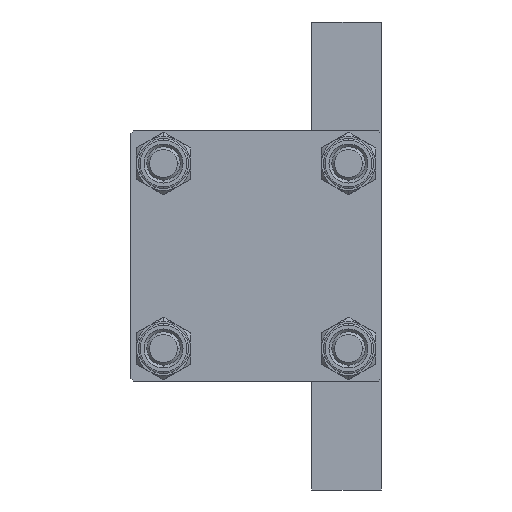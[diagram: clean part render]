
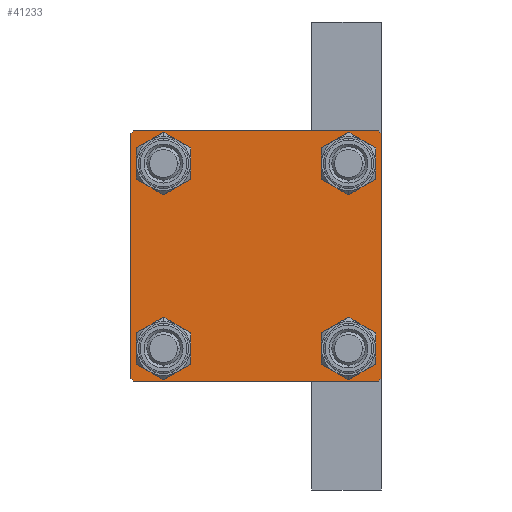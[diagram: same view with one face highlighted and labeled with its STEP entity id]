
A CAD part, left-side view. The second image highlights one B-rep face of the part: STEP entity #41233.
In plain terms, the highlighted planar face has unit normal (-1, 0, 0).
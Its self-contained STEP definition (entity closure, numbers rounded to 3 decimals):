
#6 = DIRECTION ( 'NONE',  ( 1., 0., 0. ) ) ;
#96 = CIRCLE ( 'NONE', #45978, 3.5 ) ;
#443 = EDGE_CURVE ( 'NONE', #43087, #28790, #16310, .T. ) ;
#760 = AXIS2_PLACEMENT_3D ( 'NONE', #17223, #32087, #47673 ) ;
#850 = VERTEX_POINT ( 'NONE', #32878 ) ;
#885 = LINE ( 'NONE', #23511, #35977 ) ;
#932 = VECTOR ( 'NONE', #35945, 1000. ) ;
#1118 = DIRECTION ( 'NONE',  ( 1., 0., 0. ) ) ;
#2029 = CARTESIAN_POINT ( 'NONE',  ( 0., 16.6, 20.1 ) ) ;
#2266 = CARTESIAN_POINT ( 'NONE',  ( 0., 16.6, -13.1 ) ) ;
#2768 = EDGE_CURVE ( 'NONE', #2837, #3343, #96, .T. ) ;
#2837 = VERTEX_POINT ( 'NONE', #33141 ) ;
#3179 = CARTESIAN_POINT ( 'NONE',  ( 0., -16.6, -16.6 ) ) ;
#3343 = VERTEX_POINT ( 'NONE', #5953 ) ;
#3520 = VERTEX_POINT ( 'NONE', #26818 ) ;
#3597 = CARTESIAN_POINT ( 'NONE',  ( 0., -16.6, -16.6 ) ) ;
#4005 = AXIS2_PLACEMENT_3D ( 'NONE', #46465, #39154, #16034 ) ;
#4079 = VERTEX_POINT ( 'NONE', #25146 ) ;
#4594 = LINE ( 'NONE', #30419, #8528 ) ;
#4638 = VERTEX_POINT ( 'NONE', #5084 ) ;
#4745 = VECTOR ( 'NONE', #7003, 1000. ) ;
#4781 = ORIENTED_EDGE ( 'NONE', *, *, #9945, .T. ) ;
#4834 = VERTEX_POINT ( 'NONE', #2029 ) ;
#5084 = CARTESIAN_POINT ( 'NONE',  ( 0., -22., 22.5 ) ) ;
#5680 = DIRECTION ( 'NONE',  ( 0., 0., 1. ) ) ;
#5698 = ORIENTED_EDGE ( 'NONE', *, *, #9996, .T. ) ;
#5757 = ORIENTED_EDGE ( 'NONE', *, *, #48105, .T. ) ;
#5953 = CARTESIAN_POINT ( 'NONE',  ( 0., -16.6, 13.1 ) ) ;
#6179 = VECTOR ( 'NONE', #38348, 1000. ) ;
#6236 = ORIENTED_EDGE ( 'NONE', *, *, #37574, .T. ) ;
#6333 = DIRECTION ( 'NONE',  ( 1., 0., 0. ) ) ;
#6714 = CIRCLE ( 'NONE', #23795, 3.5 ) ;
#7003 = DIRECTION ( 'NONE',  ( 0., -0.707, 0.707 ) ) ;
#7302 = CARTESIAN_POINT ( 'NONE',  ( 0., -22.5, 22.5 ) ) ;
#7785 = EDGE_LOOP ( 'NONE', ( #43096, #33272, #8140, #45731, #21351, #9877, #34465, #16951 ) ) ;
#7865 = DIRECTION ( 'NONE',  ( 0., 0., 1. ) ) ;
#8140 = ORIENTED_EDGE ( 'NONE', *, *, #25244, .T. ) ;
#8528 = VECTOR ( 'NONE', #36997, 1000. ) ;
#8609 = VECTOR ( 'NONE', #18578, 1000. ) ;
#8867 = LINE ( 'NONE', #30358, #6179 ) ;
#9877 = ORIENTED_EDGE ( 'NONE', *, *, #48073, .T. ) ;
#9945 = EDGE_CURVE ( 'NONE', #3343, #2837, #6714, .T. ) ;
#9996 = EDGE_CURVE ( 'NONE', #28790, #43087, #12912, .T. ) ;
#10178 = ORIENTED_EDGE ( 'NONE', *, *, #2768, .T. ) ;
#10332 = DIRECTION ( 'NONE',  ( 0., 0., -1. ) ) ;
#10351 = LINE ( 'NONE', #21569, #932 ) ;
#11177 = LINE ( 'NONE', #7302, #33381 ) ;
#11453 = EDGE_LOOP ( 'NONE', ( #5698, #13091 ) ) ;
#11593 = CARTESIAN_POINT ( 'NONE',  ( 0., -22.25, -22.25 ) ) ;
#11863 = ORIENTED_EDGE ( 'NONE', *, *, #21846, .T. ) ;
#12912 = CIRCLE ( 'NONE', #46371, 3.5 ) ;
#12984 = PLANE ( 'NONE',  #21100 ) ;
#13091 = ORIENTED_EDGE ( 'NONE', *, *, #443, .T. ) ;
#13579 = ORIENTED_EDGE ( 'NONE', *, *, #40664, .T. ) ;
#13718 = DIRECTION ( 'NONE',  ( -1., 0., 0. ) ) ;
#13997 = LINE ( 'NONE', #29351, #28466 ) ;
#14791 = CARTESIAN_POINT ( 'NONE',  ( 0., -16.6, 16.6 ) ) ;
#15265 = CARTESIAN_POINT ( 'NONE',  ( 0., -16.6, -20.1 ) ) ;
#16034 = DIRECTION ( 'NONE',  ( 0., 0., 1. ) ) ;
#16310 = CIRCLE ( 'NONE', #21798, 3.5 ) ;
#16951 = ORIENTED_EDGE ( 'NONE', *, *, #24413, .T. ) ;
#16978 = CIRCLE ( 'NONE', #760, 3.5 ) ;
#17223 = CARTESIAN_POINT ( 'NONE',  ( 0., 16.6, -16.6 ) ) ;
#18578 = DIRECTION ( 'NONE',  ( 0., -1., 0. ) ) ;
#18623 = CARTESIAN_POINT ( 'NONE',  ( 0., 22., 22.5 ) ) ;
#19778 = EDGE_LOOP ( 'NONE', ( #11863, #6236 ) ) ;
#19818 = CARTESIAN_POINT ( 'NONE',  ( 0., -22.5, -22. ) ) ;
#19890 = CARTESIAN_POINT ( 'NONE',  ( 0., -22.5, 22. ) ) ;
#20196 = CIRCLE ( 'NONE', #47423, 3.5 ) ;
#21100 = AXIS2_PLACEMENT_3D ( 'NONE', #39042, #13718, #5680 ) ;
#21351 = ORIENTED_EDGE ( 'NONE', *, *, #23603, .F. ) ;
#21569 = CARTESIAN_POINT ( 'NONE',  ( 0., 22.25, -22.25 ) ) ;
#21798 = AXIS2_PLACEMENT_3D ( 'NONE', #3179, #6333, #43115 ) ;
#21846 = EDGE_CURVE ( 'NONE', #26864, #850, #16978, .T. ) ;
#23511 = CARTESIAN_POINT ( 'NONE',  ( 0., -22.25, 22.25 ) ) ;
#23603 = EDGE_CURVE ( 'NONE', #44247, #30773, #11177, .T. ) ;
#23795 = AXIS2_PLACEMENT_3D ( 'NONE', #14791, #44270, #25755 ) ;
#24413 = EDGE_CURVE ( 'NONE', #32068, #37064, #8867, .T. ) ;
#25146 = CARTESIAN_POINT ( 'NONE',  ( 0., 22., -22.5 ) ) ;
#25244 = EDGE_CURVE ( 'NONE', #4079, #33876, #4594, .T. ) ;
#25755 = DIRECTION ( 'NONE',  ( 0., 0., 1. ) ) ;
#26818 = CARTESIAN_POINT ( 'NONE',  ( 0., 16.6, 13.1 ) ) ;
#26864 = VERTEX_POINT ( 'NONE', #2266 ) ;
#26869 = VERTEX_POINT ( 'NONE', #35625 ) ;
#27345 = EDGE_LOOP ( 'NONE', ( #10178, #4781 ) ) ;
#28466 = VECTOR ( 'NONE', #10332, 1000. ) ;
#28790 = VERTEX_POINT ( 'NONE', #38674 ) ;
#28911 = CIRCLE ( 'NONE', #4005, 3.5 ) ;
#29351 = CARTESIAN_POINT ( 'NONE',  ( 0., 22.5, 22.5 ) ) ;
#29804 = CARTESIAN_POINT ( 'NONE',  ( 0., 16.6, -16.6 ) ) ;
#30358 = CARTESIAN_POINT ( 'NONE',  ( 0., 22.25, 22.25 ) ) ;
#30419 = CARTESIAN_POINT ( 'NONE',  ( 0., 22.5, -22.5 ) ) ;
#30773 = VERTEX_POINT ( 'NONE', #19818 ) ;
#32068 = VERTEX_POINT ( 'NONE', #18623 ) ;
#32087 = DIRECTION ( 'NONE',  ( 1., 0., 0. ) ) ;
#32134 = EDGE_CURVE ( 'NONE', #37064, #26869, #13997, .T. ) ;
#32138 = EDGE_LOOP ( 'NONE', ( #5757, #13579 ) ) ;
#32477 = FACE_BOUND ( 'NONE', #19778, .T. ) ;
#32878 = CARTESIAN_POINT ( 'NONE',  ( 0., 16.6, -20.1 ) ) ;
#32902 = DIRECTION ( 'NONE',  ( 0., 0., 1. ) ) ;
#33141 = CARTESIAN_POINT ( 'NONE',  ( 0., -16.6, 20.1 ) ) ;
#33200 = LINE ( 'NONE', #48048, #8609 ) ;
#33272 = ORIENTED_EDGE ( 'NONE', *, *, #46016, .T. ) ;
#33381 = VECTOR ( 'NONE', #37497, 1000. ) ;
#33554 = DIRECTION ( 'NONE',  ( 1., 0., 0. ) ) ;
#33740 = CARTESIAN_POINT ( 'NONE',  ( 0., -22., -22.5 ) ) ;
#33876 = VERTEX_POINT ( 'NONE', #33740 ) ;
#34465 = ORIENTED_EDGE ( 'NONE', *, *, #43456, .F. ) ;
#35157 = FACE_BOUND ( 'NONE', #32138, .T. ) ;
#35233 = CIRCLE ( 'NONE', #46125, 3.5 ) ;
#35625 = CARTESIAN_POINT ( 'NONE',  ( 0., 22.5, -22. ) ) ;
#35945 = DIRECTION ( 'NONE',  ( 0., -0.707, -0.707 ) ) ;
#35977 = VECTOR ( 'NONE', #41559, 1000. ) ;
#36997 = DIRECTION ( 'NONE',  ( 0., -1., 0. ) ) ;
#37064 = VERTEX_POINT ( 'NONE', #41828 ) ;
#37497 = DIRECTION ( 'NONE',  ( 0., 0., -1. ) ) ;
#37574 = EDGE_CURVE ( 'NONE', #850, #26864, #20196, .T. ) ;
#38348 = DIRECTION ( 'NONE',  ( 0., 0.707, -0.707 ) ) ;
#38674 = CARTESIAN_POINT ( 'NONE',  ( 0., -16.6, -13.1 ) ) ;
#39042 = CARTESIAN_POINT ( 'NONE',  ( 0., 0., 0. ) ) ;
#39154 = DIRECTION ( 'NONE',  ( 1., 0., 0. ) ) ;
#39529 = FACE_BOUND ( 'NONE', #27345, .T. ) ;
#39883 = DIRECTION ( 'NONE',  ( 0., 0., 1. ) ) ;
#39977 = EDGE_CURVE ( 'NONE', #33876, #30773, #44739, .T. ) ;
#40444 = CARTESIAN_POINT ( 'NONE',  ( 0., -16.6, 16.6 ) ) ;
#40664 = EDGE_CURVE ( 'NONE', #3520, #4834, #28911, .T. ) ;
#41233 = ADVANCED_FACE ( 'NONE', ( #39529, #43689, #32477, #35157, #46848 ), #12984, .T. ) ;
#41559 = DIRECTION ( 'NONE',  ( 0., 0.707, 0.707 ) ) ;
#41715 = DIRECTION ( 'NONE',  ( 1., 0., 0. ) ) ;
#41828 = CARTESIAN_POINT ( 'NONE',  ( 0., 22.5, 22. ) ) ;
#42030 = CARTESIAN_POINT ( 'NONE',  ( 0., 16.6, 16.6 ) ) ;
#43087 = VERTEX_POINT ( 'NONE', #15265 ) ;
#43096 = ORIENTED_EDGE ( 'NONE', *, *, #32134, .T. ) ;
#43115 = DIRECTION ( 'NONE',  ( 0., 0., 1. ) ) ;
#43456 = EDGE_CURVE ( 'NONE', #32068, #4638, #33200, .T. ) ;
#43689 = FACE_BOUND ( 'NONE', #11453, .T. ) ;
#44247 = VERTEX_POINT ( 'NONE', #19890 ) ;
#44270 = DIRECTION ( 'NONE',  ( 1., 0., 0. ) ) ;
#44739 = LINE ( 'NONE', #11593, #4745 ) ;
#45682 = DIRECTION ( 'NONE',  ( 0., 0., 1. ) ) ;
#45731 = ORIENTED_EDGE ( 'NONE', *, *, #39977, .T. ) ;
#45978 = AXIS2_PLACEMENT_3D ( 'NONE', #40444, #6, #32902 ) ;
#46016 = EDGE_CURVE ( 'NONE', #26869, #4079, #10351, .T. ) ;
#46125 = AXIS2_PLACEMENT_3D ( 'NONE', #42030, #1118, #45682 ) ;
#46371 = AXIS2_PLACEMENT_3D ( 'NONE', #3597, #33554, #39883 ) ;
#46465 = CARTESIAN_POINT ( 'NONE',  ( 0., 16.6, 16.6 ) ) ;
#46848 = FACE_OUTER_BOUND ( 'NONE', #7785, .T. ) ;
#47423 = AXIS2_PLACEMENT_3D ( 'NONE', #29804, #41715, #7865 ) ;
#47673 = DIRECTION ( 'NONE',  ( 0., 0., 1. ) ) ;
#48048 = CARTESIAN_POINT ( 'NONE',  ( 0., 22.5, 22.5 ) ) ;
#48073 = EDGE_CURVE ( 'NONE', #44247, #4638, #885, .T. ) ;
#48105 = EDGE_CURVE ( 'NONE', #4834, #3520, #35233, .T. ) ;
